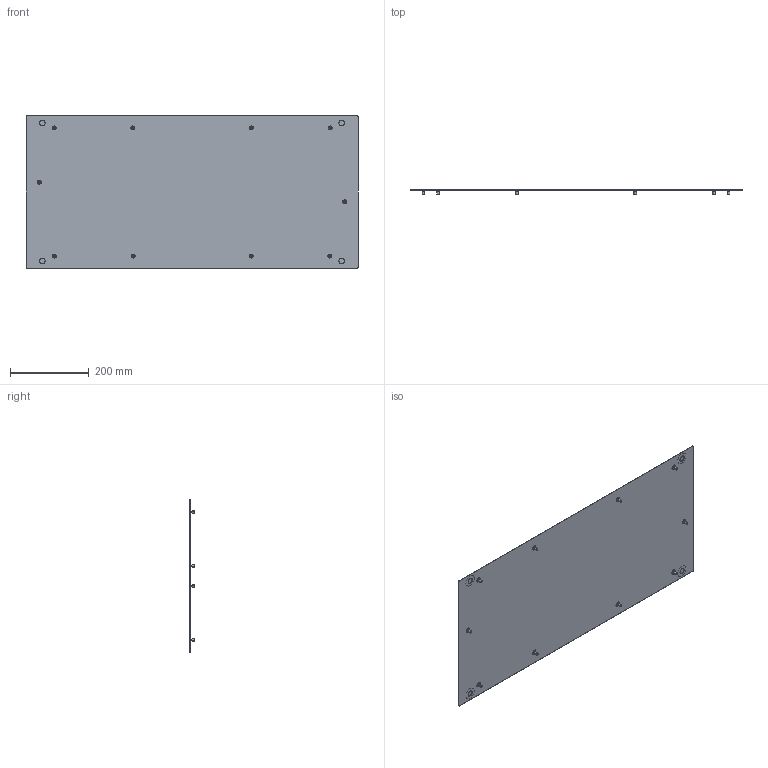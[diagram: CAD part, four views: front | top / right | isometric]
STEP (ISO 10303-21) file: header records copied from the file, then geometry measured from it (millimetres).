
FILE_DESCRIPTION(('STEP AP214'),'1');
FILE_NAME('cctmp_84D9003B-E64B-41EC-9F78-D436C7A5A228_2024_05_06_11_28_18_0888..stp','2024-05-06T09:28:19',('SIEMENS A&D'),('CADClick - www.CADClick.com'),'Spatial InterOp 3D',' ','unknown authorization');
FILE_SCHEMA(('AUTOMOTIVE_DESIGN'));
Length unit declared in the file: millimetre
Products named in the file (16): cc_unnamed; 2024_05_06_11_28_18_0867; 2024_05_06_11_28_18_0836; 2024_05_06_11_28_18_0805; 2024_05_06_11_28_18_0767; 2024_05_06_11_28_18_0736; 2024_05_06_11_28_18_0704; 2024_05_06_11_28_18_0673; 2024_05_06_11_28_18_0642; 2024_05_06_11_28_18_0611; 2024_05_06_11_28_18_0579; 2024_05_06_11_28_18_0548; 2024_05_06_11_28_18_0517; 2024_05_06_11_28_18_0481; 2024_05_06_11_28_18_0450; 2024_05_06_11_28_18_0419
Assembly tree (15 placements, depth 2):
  cc_unnamed
    2024_05_06_11_28_18_0867
    2024_05_06_11_28_18_0836
    2024_05_06_11_28_18_0805
    2024_05_06_11_28_18_0767
    2024_05_06_11_28_18_0736
    2024_05_06_11_28_18_0704
    2024_05_06_11_28_18_0673
    2024_05_06_11_28_18_0642
    2024_05_06_11_28_18_0611
    2024_05_06_11_28_18_0579
    2024_05_06_11_28_18_0548
    2024_05_06_11_28_18_0517
    2024_05_06_11_28_18_0481
    2024_05_06_11_28_18_0450
    2024_05_06_11_28_18_0419
Bounding box: 842.5 x 12.1 x 389 mm (x, y, z)
Volume: 494050.5 mm3; surface area: 667285.5 mm2
Topology: 15 solids, 15 shells, 224 faces, 492 edges, 308 vertices
Faces by surface type: plane 104, cylinder 60, cone 60
Entity records: 8421 total; most frequent: DIRECTION 1152, CARTESIAN_POINT 1040, ORIENTED_EDGE 984, EDGE_CURVE 492, AXIS2_PLACEMENT_3D 420, LINE 312, VECTOR 312, VERTEX_POINT 308
